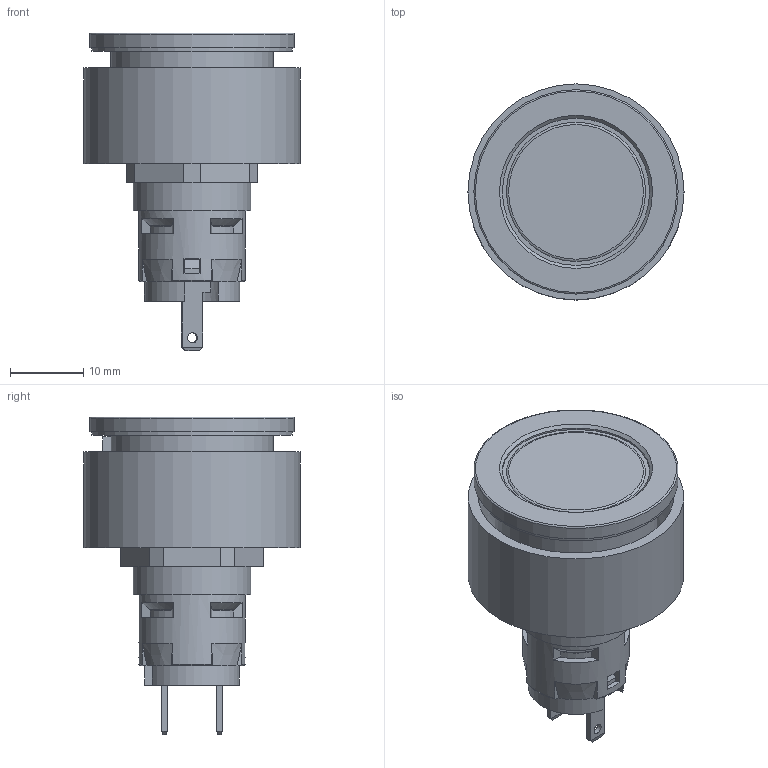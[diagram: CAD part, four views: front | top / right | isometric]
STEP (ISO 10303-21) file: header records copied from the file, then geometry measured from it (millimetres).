
FILE_DESCRIPTION(/* description */ (''),/* implementation_level */ '2;1');
FILE_NAME(/* name */ 'RXJL5_ipt.stp',/* time_stamp */ '2017-09-22T08:46:37+02:00',/* author */ ('thagel'),/* organization */ (''),/* preprocessor_version */ 'ST-DEVELOPER v16.1',/* originating_system */ 'Autodesk Inventor 2016',/* authorisation */ '');
FILE_SCHEMA (('AUTOMOTIVE_DESIGN { 1 0 10303 214 3 1 1 }'));
Length unit declared in the file: centimetre
Products named in the file (1): RXJL5_ipt
Bounding box: 29.5 x 29.5 x 43.4 mm (x, y, z)
Volume: 11957.4 mm3; surface area: 7160 mm2
Topology: 1 solids, 1 shells, 175 faces, 469 edges, 303 vertices
Faces by surface type: plane 126, cylinder 24, cone 14, torus 11
Full cylindrical faces by diameter (mm): 1.35 x2, 12 x1, 12.1 x1, 14.6 x1, 16 x2, 16.5 x1, 20.1 x1, 21.014 x1, 22.15 x1, 27.4 x1, 27.9 x1, 29.5 x1
Entity records: 5332 total; most frequent: CARTESIAN_POINT 1049, ORIENTED_EDGE 882, DIRECTION 862, EDGE_CURVE 437, VERTEX_POINT 294, LINE 288, VECTOR 288, AXIS2_PLACEMENT_3D 287
